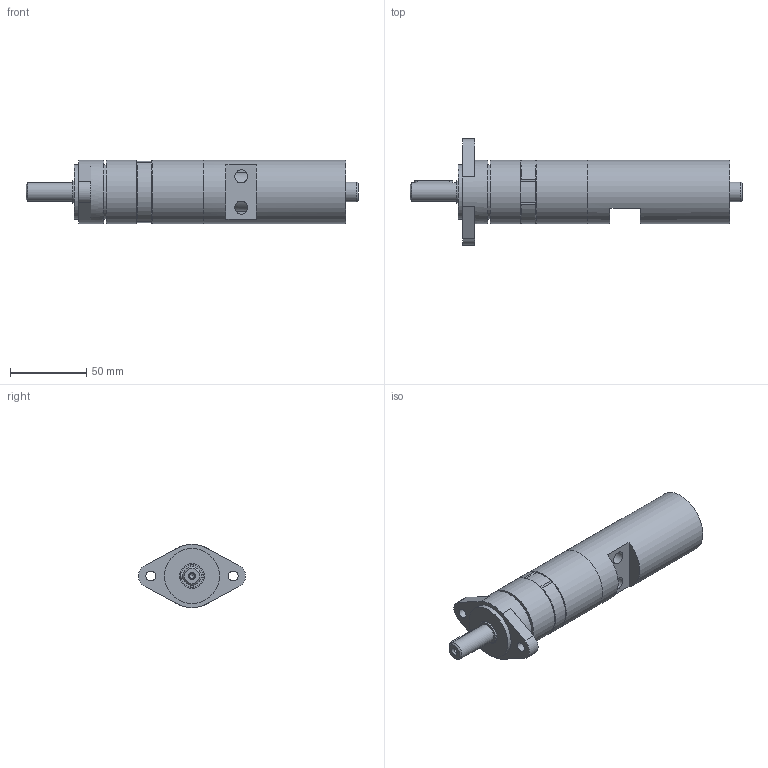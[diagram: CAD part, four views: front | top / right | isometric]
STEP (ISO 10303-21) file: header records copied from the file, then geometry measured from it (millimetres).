
FILE_DESCRIPTION(/* description */ (''),/* implementation_level */ '2;1');
FILE_NAME(/* name */ 'MUB 23-1090 F54_60032795.stp',/* time_stamp */ '2019-05-14T15:48:11+02:00',/* author */ ('flambert'),/* organization */ (''),/* preprocessor_version */ 'ST-DEVELOPER v17',/* originating_system */ 'Autodesk Inventor 2018',/* authorisation */ '');
FILE_SCHEMA (('AUTOMOTIVE_DESIGN { 1 0 10303 214 3 1 1 }'));
Length unit declared in the file: millimetre
Products named in the file (1): MUB 23-1090 F54_60032795
Bounding box: 217.5 x 69.94 x 41.5 mm (x, y, z)
Volume: 239633.7 mm3; surface area: 35777.9 mm2
Topology: 1 solids, 3 shells, 128 faces, 375 edges, 263 vertices
Faces by surface type: plane 63, cylinder 49, cone 13, torus 3
Full cylindrical faces by diameter (mm): 3.242 x1, 6.5 x2, 8 x1, 8.5 x1, 8.566 x2, 12 x1, 13 x1, 14.95 x1, 16 x1, 36 x2, 39 x1, 39.5 x1, 41.5 x4
Entity records: 4798 total; most frequent: CARTESIAN_POINT 1037, DIRECTION 795, ORIENTED_EDGE 746, EDGE_CURVE 373, AXIS2_PLACEMENT_3D 329, VERTEX_POINT 263, CIRCLE 200, EDGE_LOOP 148
